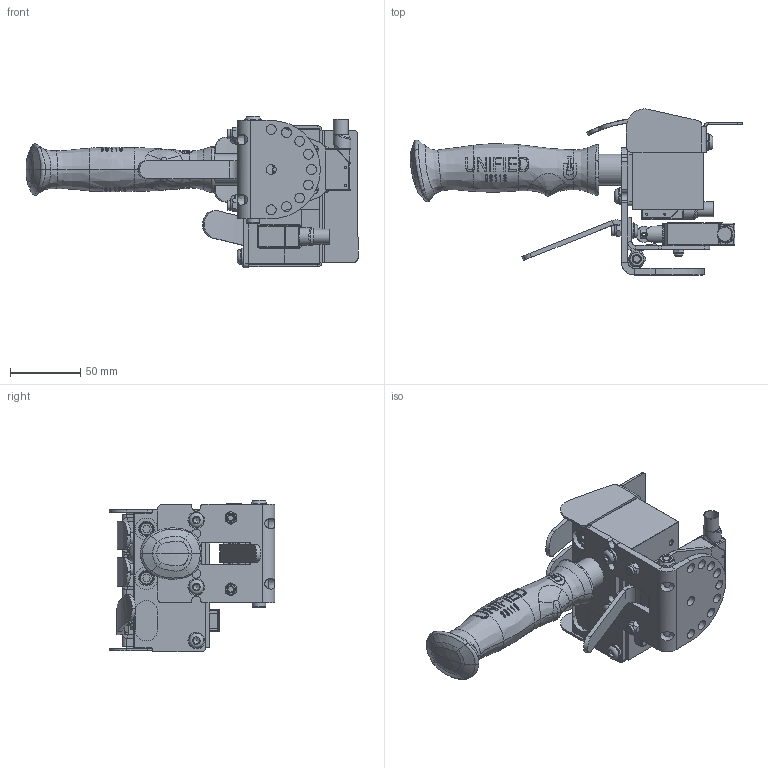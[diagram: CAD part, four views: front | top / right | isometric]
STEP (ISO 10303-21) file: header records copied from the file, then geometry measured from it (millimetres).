
FILE_DESCRIPTION(/* description */ ('ELECTRIC PNEUMATIC THREE BUTTON HANDLE ASSEMLBY FOR UP/DN RH WITH TRIGGER'),/* implementation_level */ '2;1');
FILE_NAME(/* name */ '79719.stp',/* time_stamp */ '2021-08-19T14:23:31-04:00',/* author */ ('mnhhw'),/* organization */ (''),/* preprocessor_version */ 'ST-DEVELOPER v17',/* originating_system */ 'Autodesk Inventor 2019',/* authorisation */ '');
FILE_SCHEMA (('AUTOMOTIVE_DESIGN { 1 0 10303 214 3 1 1 }'));
Products named in the file (50): 79719; 79711; 79657; 79667; 79666; 99110; 79675; 79640; 79626; 79707; 79709; 79649; 79651; 79651_1; 79653 ; 79676; 79645; 52495; 51939; 52084; 50619; 79687; 79679; 79659; 79688; TRIGGER SWITCH; switch_zcmd21m12; switch_zcmd21m12 1; switch_zcmd21m12 2; switch_zcmd21m12 3; switch_zcmd21m12 4; switch_zce02; switch_zce02 1; switch_zce02 2; switch_zce02 3; switch_zce02 4; switch_zce02 5; switch_zce02 6; switch_zce02 7; switch_zce02 8 ...
Assembly tree (68 placements, depth 5):
  79719
    79711
      79657
        79667
        79666
        99110
        79675  x2
      79640
      79626
      79707
      79709
        switch_zcmd21m12
          switch_zcmd21m12 1
          switch_zcmd21m12 2
          switch_zcmd21m12 3
          switch_zcmd21m12 4
        switch_zce02
          switch_zce02 1
          switch_zce02 2
          switch_zce02 3
          switch_zce02 4
          switch_zce02 5
          switch_zce02 6
          switch_zce02 7
          switch_zce02 8
          switch_zce02 9
          switch_zce02 10
          switch_zce02 11
      79649
      79651
      79651_1
      79653 
      79676  x2
      79645
      52495  x6
      51939  x3
      52084  x3
      50619  x2
    79687
      79679
      79659
      79688
      TRIGGER SWITCH
        switch_zcmd21m12
          switch_zcmd21m12 1
          switch_zcmd21m12 2
          switch_zcmd21m12 3
          switch_zcmd21m12 4
        switch_zce02
          switch_zce02 1
          switch_zce02 2
          switch_zce02 3
          switch_zce02 4
          switch_zce02 5
          switch_zce02 6
          switch_zce02 7
          switch_zce02 8
          switch_zce02 9
          switch_zce02 10
          switch_zce02 11
Bounding box: 236.01 x 117.98 x 108.04 mm (x, y, z)
Volume: 297737.1 mm3; surface area: 186401.6 mm2
Topology: 73 solids, 81 shells, 2519 faces, 6770 edges, 4445 vertices
Faces by surface type: plane 1086, cylinder 549, bspline 485, cone 216, torus 124, sphere 59
Full cylindrical faces by diameter (mm): 0.8 x4, 1.5 x10, 1.55 x4, 2.53 x4, 2.62 x2, 2.9 x2, 3.242 x2, 3.3 x4, 3.5 x2, 3.65 x2, 4 x4, 4.134 x2, 4.2 x2, 4.25 x6, 4.762 x4, 4.928 x3, 4.953 x6, 4.978 x1, 5 x6, 5.08 x4, 5.25 x2, 5.4 x2, 5.512 x2, 5.6 x2, 5.95 x2, 6 x6, 6.172 x2, 6.35 x10, 6.381 x1, 6.604 x2
Entity records: 99728 total; most frequent: CARTESIAN_POINT 54967, ORIENTED_EDGE 9519, DIRECTION 7882, EDGE_CURVE 4848, VERTEX_POINT 3219, AXIS2_PLACEMENT_3D 2903, LINE 2076, VECTOR 2076
